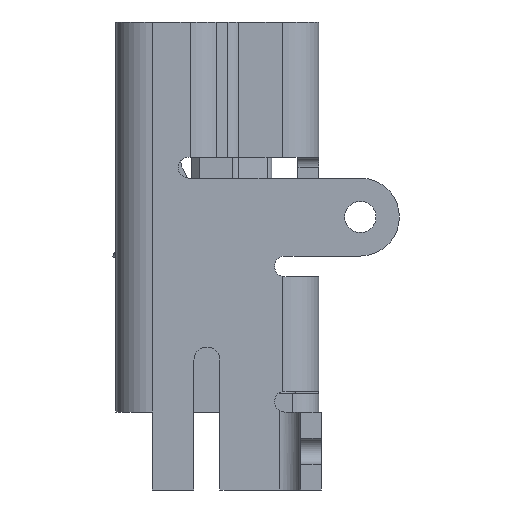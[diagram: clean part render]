
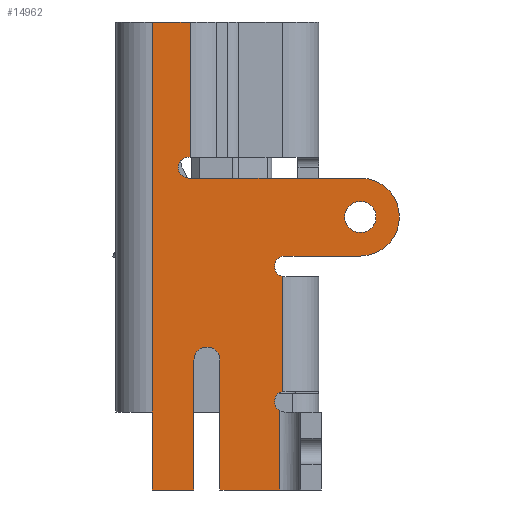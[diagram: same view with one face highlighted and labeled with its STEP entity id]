
A CAD part, left-side view. The second image highlights one B-rep face of the part: STEP entity #14962.
In plain terms, the highlighted planar face has unit normal (-1, 0, 0).
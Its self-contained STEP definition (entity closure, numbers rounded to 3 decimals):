
#79=DIRECTION('',(0.,0.,1.));
#80=VECTOR('',#79,2.5);
#81=CARTESIAN_POINT('',(-3.85,0.4,-0.15));
#82=LINE('',#81,#80);
#103=DIRECTION('',(0.,0.,-1.));
#104=VECTOR('',#103,1.5);
#105=CARTESIAN_POINT('',(-3.85,1.2,1.35));
#106=LINE('',#105,#104);
#111=DIRECTION('',(0.,-1.,0.));
#112=VECTOR('',#111,0.728);
#113=CARTESIAN_POINT('',(-3.85,1.2,8.85));
#114=LINE('',#113,#112);
#115=DIRECTION('',(0.,1.,0.));
#116=VECTOR('',#115,0.028);
#117=CARTESIAN_POINT('',(-3.85,0.472,6.25));
#118=LINE('',#117,#116);
#119=CARTESIAN_POINT('',(-3.85,0.5,6.05));
#120=DIRECTION('',(-1.,0.,0.));
#121=DIRECTION('',(0.,0.,1.));
#122=AXIS2_PLACEMENT_3D('',#119,#120,#121);
#124=CARTESIAN_POINT('',(-3.85,0.5,6.05));
#125=DIRECTION('',(-1.,0.,0.));
#126=DIRECTION('',(0.,1.,0.));
#127=AXIS2_PLACEMENT_3D('',#124,#125,#126);
#129=CARTESIAN_POINT('',(-3.85,-2.8,5.1));
#130=DIRECTION('',(1.,0.,0.));
#131=DIRECTION('',(0.,0.,1.));
#132=AXIS2_PLACEMENT_3D('',#129,#130,#131);
#134=CARTESIAN_POINT('',(-3.85,-2.8,5.1));
#135=DIRECTION('',(1.,0.,0.));
#136=DIRECTION('',(0.,-1.,0.));
#137=AXIS2_PLACEMENT_3D('',#134,#135,#136);
#139=CARTESIAN_POINT('',(-3.85,-1.35,4.15));
#140=DIRECTION('',(-1.,0.,0.));
#141=DIRECTION('',(0.,0.,1.));
#142=AXIS2_PLACEMENT_3D('',#139,#140,#141);
#144=CARTESIAN_POINT('',(-3.85,-1.35,4.15));
#145=DIRECTION('',(-1.,0.,0.));
#146=DIRECTION('',(0.,1.,0.));
#147=AXIS2_PLACEMENT_3D('',#144,#145,#146);
#149=DIRECTION('',(0.,0.,-1.));
#150=VECTOR('',#149,2.213);
#151=CARTESIAN_POINT('',(-3.85,-1.3,3.956));
#152=LINE('',#151,#150);
#153=CARTESIAN_POINT('',(-3.85,-1.35,1.55));
#154=DIRECTION('',(-1.,0.,0.));
#155=DIRECTION('',(0.,0.25,0.968));
#156=AXIS2_PLACEMENT_3D('',#153,#154,#155);
#158=CARTESIAN_POINT('',(-3.85,-1.35,1.55));
#159=DIRECTION('',(-1.,0.,0.));
#160=DIRECTION('',(0.,1.,0.));
#161=AXIS2_PLACEMENT_3D('',#158,#159,#160);
#163=CARTESIAN_POINT('',(-3.85,0.15,2.35));
#164=DIRECTION('',(-1.,0.,0.));
#165=DIRECTION('',(0.,-1.,0.));
#166=AXIS2_PLACEMENT_3D('',#163,#164,#165);
#168=CARTESIAN_POINT('',(-3.85,-2.8,5.1));
#169=DIRECTION('',(-1.,0.,0.));
#170=DIRECTION('',(0.,-1.,0.));
#171=AXIS2_PLACEMENT_3D('',#168,#169,#170);
#173=CARTESIAN_POINT('',(-3.85,-2.8,5.1));
#174=DIRECTION('',(-1.,0.,0.));
#175=DIRECTION('',(0.,1.,0.));
#176=AXIS2_PLACEMENT_3D('',#173,#174,#175);
#182=DIRECTION('',(0.,-1.,0.));
#183=VECTOR('',#182,0.8);
#184=CARTESIAN_POINT('',(-3.85,1.2,-0.15));
#185=LINE('',#184,#183);
#194=DIRECTION('',(0.,0.,-1.));
#195=VECTOR('',#194,7.5);
#196=CARTESIAN_POINT('',(-3.85,1.2,8.85));
#197=LINE('',#196,#195);
#3590=DIRECTION('',(0.,0.,-1.));
#3591=VECTOR('',#3590,2.5);
#3592=CARTESIAN_POINT('',(-3.85,-0.1,2.35));
#3593=LINE('',#3592,#3591);
#3624=DIRECTION('',(0.,-1.,0.));
#3625=VECTOR('',#3624,1.15);
#3626=CARTESIAN_POINT('',(-3.85,-0.1,-0.15));
#3627=LINE('',#3626,#3625);
#3776=DIRECTION('',(0.,-1.,0.));
#3777=VECTOR('',#3776,1.45);
#3778=CARTESIAN_POINT('',(-3.85,-1.35,4.35));
#3779=LINE('',#3778,#3777);
#3788=DIRECTION('',(0.,1.,0.));
#3789=VECTOR('',#3788,3.3);
#3790=CARTESIAN_POINT('',(-3.85,-2.8,5.85));
#3791=LINE('',#3790,#3789);
#4104=DIRECTION('',(0.,0.,1.));
#4105=VECTOR('',#4104,2.6);
#4106=CARTESIAN_POINT('',(-3.85,0.472,6.25));
#4107=LINE('',#4106,#4105);
#10813=DIRECTION('',(0.,0.,1.));
#10814=VECTOR('',#10813,1.527);
#10815=CARTESIAN_POINT('',(-3.85,-1.25,-0.15));
#10816=LINE('',#10815,#10814);
#11243=CARTESIAN_POINT('',(-3.85,1.2,1.35));
#11244=VERTEX_POINT('',#11243);
#11297=CARTESIAN_POINT('',(-3.85,-3.1,5.1));
#11298=VERTEX_POINT('',#11297);
#11337=CARTESIAN_POINT('',(-3.85,-2.5,5.1));
#11338=VERTEX_POINT('',#11337);
#11391=CARTESIAN_POINT('',(-3.85,0.472,8.85));
#11392=VERTEX_POINT('',#11391);
#11393=CARTESIAN_POINT('',(-3.85,1.2,8.85));
#11394=VERTEX_POINT('',#11393);
#11477=CARTESIAN_POINT('',(-3.85,0.472,6.25));
#11479=VERTEX_POINT('',#11477);
#11655=CARTESIAN_POINT('',(-3.85,-1.3,
3.956));
#11656=CARTESIAN_POINT('',(-3.85,-1.3,1.744));
#11657=VERTEX_POINT('',#11655);
#11658=VERTEX_POINT('',#11656);
#11660=CARTESIAN_POINT('',(-3.85,0.4,-0.15));
#11661=CARTESIAN_POINT('',(-3.85,0.4,2.35));
#11662=VERTEX_POINT('',#11660);
#11663=VERTEX_POINT('',#11661);
#11664=CARTESIAN_POINT('',(-3.85,1.2,-0.15));
#11665=VERTEX_POINT('',#11664);
#11666=CARTESIAN_POINT('',(-3.85,0.5,6.25));
#11667=VERTEX_POINT('',#11666);
#11668=CARTESIAN_POINT('',(-3.85,0.7,6.05));
#11669=VERTEX_POINT('',#11668);
#11670=CARTESIAN_POINT('',(-3.85,0.5,5.85));
#11671=VERTEX_POINT('',#11670);
#11672=CARTESIAN_POINT('',(-3.85,-2.8,5.85));
#11673=VERTEX_POINT('',#11672);
#11674=CARTESIAN_POINT('',(-3.85,-3.55,5.1));
#11675=VERTEX_POINT('',#11674);
#11676=CARTESIAN_POINT('',(-3.85,-2.8,4.35));
#11677=VERTEX_POINT('',#11676);
#11678=CARTESIAN_POINT('',(-3.85,-1.35,4.35));
#11679=VERTEX_POINT('',#11678);
#11680=CARTESIAN_POINT('',(-3.85,-1.15,4.15));
#11681=VERTEX_POINT('',#11680);
#11682=CARTESIAN_POINT('',(-3.85,-1.15,1.55));
#11683=VERTEX_POINT('',#11682);
#11684=CARTESIAN_POINT('',(-3.85,-1.25,1.377));
#11685=VERTEX_POINT('',#11684);
#11686=CARTESIAN_POINT('',(-3.85,-0.1,-0.15));
#11687=CARTESIAN_POINT('',(-3.85,-1.25,-0.15));
#11688=VERTEX_POINT('',#11686);
#11689=VERTEX_POINT('',#11687);
#11690=CARTESIAN_POINT('',(-3.85,-0.1,2.35));
#11691=VERTEX_POINT('',#11690);
#14907=CARTESIAN_POINT('',(-3.85,-1.175,4.35));
#14908=DIRECTION('',(1.,0.,0.));
#14909=DIRECTION('',(0.,-1.,0.));
#14910=AXIS2_PLACEMENT_3D('',#14907,#14908,#14909);
#14911=PLANE('',#14910);
#14912=ORIENTED_EDGE('',*,*,#14868,.F.);
#14914=ORIENTED_EDGE('',*,*,#14913,.F.);
#14915=ORIENTED_EDGE('',*,*,#14898,.F.);
#14917=ORIENTED_EDGE('',*,*,#14916,.F.);
#14919=ORIENTED_EDGE('',*,*,#14918,.T.);
#14921=ORIENTED_EDGE('',*,*,#14920,.F.);
#14923=ORIENTED_EDGE('',*,*,#14922,.T.);
#14925=ORIENTED_EDGE('',*,*,#14924,.T.);
#14927=ORIENTED_EDGE('',*,*,#14926,.T.);
#14929=ORIENTED_EDGE('',*,*,#14928,.F.);
#14931=ORIENTED_EDGE('',*,*,#14930,.T.);
#14933=ORIENTED_EDGE('',*,*,#14932,.T.);
#14935=ORIENTED_EDGE('',*,*,#14934,.F.);
#14937=ORIENTED_EDGE('',*,*,#14936,.T.);
#14939=ORIENTED_EDGE('',*,*,#14938,.T.);
#14941=ORIENTED_EDGE('',*,*,#14940,.T.);
#14943=ORIENTED_EDGE('',*,*,#14942,.T.);
#14945=ORIENTED_EDGE('',*,*,#14944,.T.);
#14947=ORIENTED_EDGE('',*,*,#14946,.F.);
#14949=ORIENTED_EDGE('',*,*,#14948,.F.);
#14951=ORIENTED_EDGE('',*,*,#14950,.F.);
#14953=ORIENTED_EDGE('',*,*,#14952,.T.);
#14954=EDGE_LOOP('',(#14912,#14914,#14915,#14917,#14919,#14921,#14923,#14925,
#14927,#14929,#14931,#14933,#14935,#14937,#14939,#14941,#14943,#14945,#14947,
#14949,#14951,#14953));
#14955=FACE_OUTER_BOUND('',#14954,.F.);
#14957=ORIENTED_EDGE('',*,*,#14956,.T.);
#14959=ORIENTED_EDGE('',*,*,#14958,.T.);
#14960=EDGE_LOOP('',(#14957,#14959));
#14961=FACE_BOUND('',#14960,.F.);
#14962=ADVANCED_FACE('',(#14955,#14961),#14911,.F.);
#123=CIRCLE('',#122,0.2);
#128=CIRCLE('',#127,0.2);
#133=CIRCLE('',#132,0.75);
#138=CIRCLE('',#137,0.75);
#143=CIRCLE('',#142,0.2);
#148=CIRCLE('',#147,0.2);
#157=CIRCLE('',#156,0.2);
#162=CIRCLE('',#161,0.2);
#167=CIRCLE('',#166,0.25);
#172=CIRCLE('',#171,0.3);
#177=CIRCLE('',#176,0.3);
#14868=EDGE_CURVE('',#11662,#11663,#82,.T.);
#14898=EDGE_CURVE('',#11244,#11665,#106,.T.);
#14913=EDGE_CURVE('',#11665,#11662,#185,.T.);
#14916=EDGE_CURVE('',#11394,#11244,#197,.T.);
#14918=EDGE_CURVE('',#11394,#11392,#114,.T.);
#14920=EDGE_CURVE('',#11479,#11392,#4107,.T.);
#14922=EDGE_CURVE('',#11479,#11667,#118,.T.);
#14924=EDGE_CURVE('',#11667,#11669,#123,.T.);
#14926=EDGE_CURVE('',#11669,#11671,#128,.T.);
#14928=EDGE_CURVE('',#11673,#11671,#3791,.T.);
#14930=EDGE_CURVE('',#11673,#11675,#133,.T.);
#14932=EDGE_CURVE('',#11675,#11677,#138,.T.);
#14934=EDGE_CURVE('',#11679,#11677,#3779,.T.);
#14936=EDGE_CURVE('',#11679,#11681,#143,.T.);
#14938=EDGE_CURVE('',#11681,#11657,#148,.T.);
#14940=EDGE_CURVE('',#11657,#11658,#152,.T.);
#14942=EDGE_CURVE('',#11658,#11683,#157,.T.);
#14944=EDGE_CURVE('',#11683,#11685,#162,.T.);
#14946=EDGE_CURVE('',#11689,#11685,#10816,.T.);
#14948=EDGE_CURVE('',#11688,#11689,#3627,.T.);
#14950=EDGE_CURVE('',#11691,#11688,#3593,.T.);
#14952=EDGE_CURVE('',#11691,#11663,#167,.T.);
#14956=EDGE_CURVE('',#11298,#11338,#172,.T.);
#14958=EDGE_CURVE('',#11338,#11298,#177,.T.);
